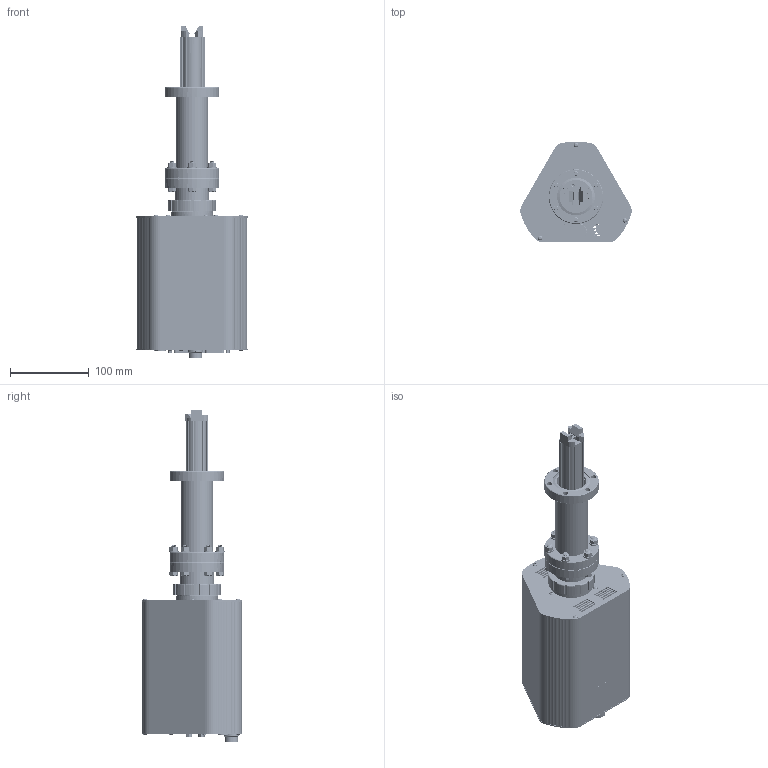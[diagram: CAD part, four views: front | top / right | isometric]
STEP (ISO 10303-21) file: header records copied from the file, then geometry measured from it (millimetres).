
FILE_DESCRIPTION(/* description */ (''),/* implementation_level */ '2;1');
FILE_NAME(/* name */ 'PTM16131211-REV1.stp',/* time_stamp */ '2018-02-02T09:28:09-05:00',/* author */ (''),/* organization */ (''),/* preprocessor_version */ 'ST-DEVELOPER v16',/* originating_system */ 'SIEMENS PLM Software NX 10.0',/* authorisation */ '');
FILE_SCHEMA (('AP203_CONFIGURATION_CONTROLLED_3D_DESIGN_OF_MECHANICAL_PARTS_AND_ASSEMBLIES_MIM_LF { 1 0 10303 403 2 1 2}'));
Bounding box: 141.72 x 128.16 x 422.74 mm (x, y, z)
Volume: 644131.9 mm3; surface area: 456259.9 mm2
Topology: 97 solids, 401 shells, 4812 faces, 13540 edges, 9403 vertices
Faces by surface type: plane 2649, cylinder 1449, cone 502, bspline 141, torus 43, revolution 24, sphere 4
Full cylindrical faces by diameter (mm): 0.635 x15, 0.716 x4, 0.762 x4, 0.86 x62, 1.1 x2, 1.143 x15, 1.524 x6, 1.575 x23, 1.6 x7, 1.68 x2, 1.778 x2, 1.78 x62, 1.905 x1, 2.032 x12, 2.05 x3, 2.083 x15, 2.184 x2, 2.261 x4, 2.413 x2, 2.438 x6, 2.489 x2, 2.5 x8, 2.8 x1, 2.84 x4, 2.845 x2, 3 x13, 3.048 x21, 3.099 x2, 3.1 x3, 3.15 x2
Entity records: 214436 total; most frequent: CRTPNT 97597, ORNEDG 23992, DRCTN 22283, EDGCRV 12615, VRTPNT 9203, A2PL3D 7499, LINE 7261, VECTOR 7261
